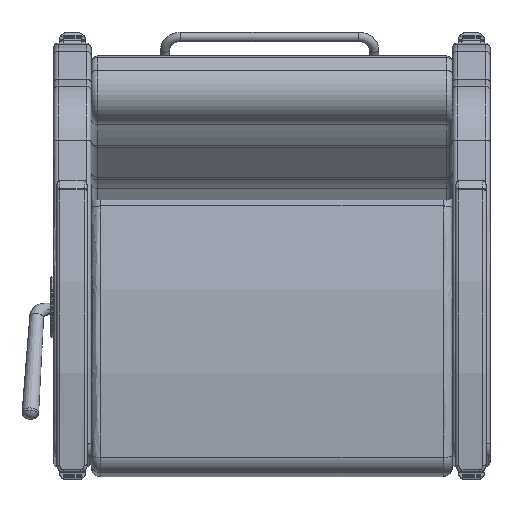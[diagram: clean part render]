
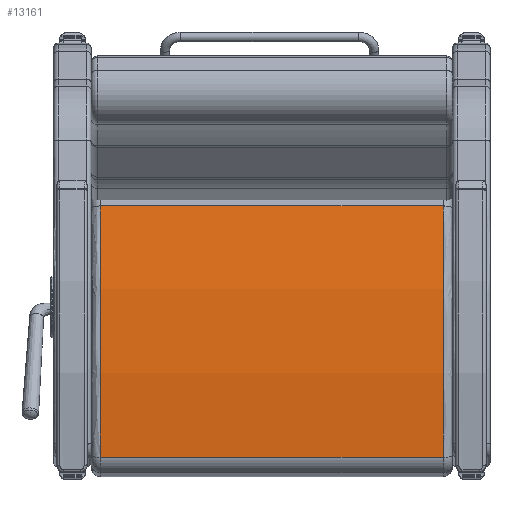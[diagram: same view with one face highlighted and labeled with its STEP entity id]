
A CAD part, front view. The second image highlights one B-rep face of the part: STEP entity #13161.
In plain terms, the highlighted free-form (B-spline) face has degree [1, 2] with [2, 3] control points.
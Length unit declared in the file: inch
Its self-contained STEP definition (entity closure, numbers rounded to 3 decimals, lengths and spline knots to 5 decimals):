
#292=(
BOUNDED_SURFACE()
B_SPLINE_SURFACE(1,2,((#21088,#21089,#21090),(#21091,#21092,#21093)),
 .UNSPECIFIED.,.F.,.F.,.F.)
B_SPLINE_SURFACE_WITH_KNOTS((2,2),(3,3),(-0.22896,0.22896),
(1.36178,1.69928),.UNSPECIFIED.)
GEOMETRIC_REPRESENTATION_ITEM()
RATIONAL_B_SPLINE_SURFACE(((1.,0.986,1.),(1.,0.986,
1.)))
REPRESENTATION_ITEM('')
SURFACE()
);
#562=ELLIPSE('',#14360,60.05357,60.);
#572=ELLIPSE('',#14388,60.05357,60.);
#1259=FACE_OUTER_BOUND('',#2143,.T.);
#2143=EDGE_LOOP('',(#9021,#9022,#9023,#9024));
#3130=LINE('',#21086,#3991);
#3131=LINE('',#21095,#3992);
#3991=VECTOR('',#16363,0.3937);
#3992=VECTOR('',#16366,0.3937);
#5737=VERTEX_POINT('',#20878);
#5738=VERTEX_POINT('',#20879);
#5763=VERTEX_POINT('',#21085);
#5764=VERTEX_POINT('',#21094);
#6973=EDGE_CURVE('',#5737,#5738,#562,.T.);
#7011=EDGE_CURVE('',#5738,#5763,#3130,.T.);
#7013=EDGE_CURVE('',#5737,#5764,#3131,.T.);
#7014=EDGE_CURVE('',#5763,#5764,#572,.T.);
#9021=ORIENTED_EDGE('',*,*,#6973,.F.);
#9022=ORIENTED_EDGE('',*,*,#7013,.T.);
#9023=ORIENTED_EDGE('',*,*,#7014,.F.);
#9024=ORIENTED_EDGE('',*,*,#7011,.F.);
#13161=ADVANCED_FACE('',(#1259),#292,.F.);
#14360=AXIS2_PLACEMENT_3D('',#20880,#16295,#16296);
#14388=AXIS2_PLACEMENT_3D('',#21096,#16367,#16368);
#16295=DIRECTION('center_axis',(0.,0.,-1.));
#16296=DIRECTION('ref_axis',(1.,0.,0.));
#16363=DIRECTION('',(0.,0.,1.));
#16366=DIRECTION('',(0.,0.,1.));
#16367=DIRECTION('center_axis',(0.,0.,1.));
#16368=DIRECTION('ref_axis',(1.,0.,0.));
#20878=CARTESIAN_POINT('',(-10.04459,1.25621,-13.75));
#20879=CARTESIAN_POINT('',(10.1114,0.44486,-13.75));
#20880=CARTESIAN_POINT('Origin',(-2.34979,-58.24922,-13.75));
#21085=CARTESIAN_POINT('',(10.1114,0.44486,13.75));
#21086=CARTESIAN_POINT('',(10.1114,0.44486,0.));
#21088=CARTESIAN_POINT('Ctrl Pts',(10.1114,0.44486,-13.75));
#21089=CARTESIAN_POINT('Ctrl Pts',(0.10258,2.56602,-13.75));
#21090=CARTESIAN_POINT('Ctrl Pts',(-10.04459,1.25621,-13.75));
#21091=CARTESIAN_POINT('Ctrl Pts',(10.1114,0.44486,13.75));
#21092=CARTESIAN_POINT('Ctrl Pts',(0.10258,2.56602,13.75));
#21093=CARTESIAN_POINT('Ctrl Pts',(-10.04459,1.25621,13.75));
#21094=CARTESIAN_POINT('',(-10.04459,1.25621,13.75));
#21095=CARTESIAN_POINT('',(-10.04459,1.25621,0.));
#21096=CARTESIAN_POINT('Origin',(-2.34979,-58.24922,13.75));
